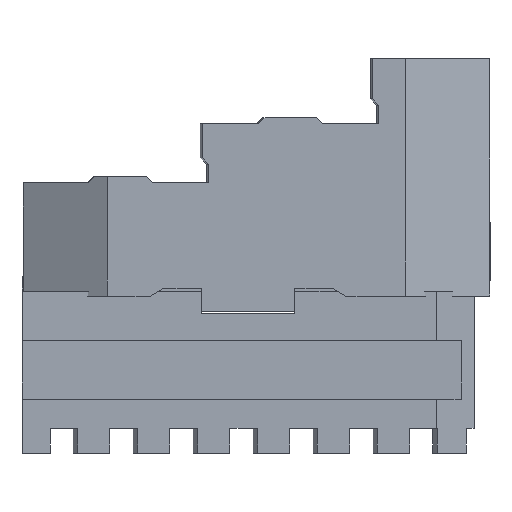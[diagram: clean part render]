
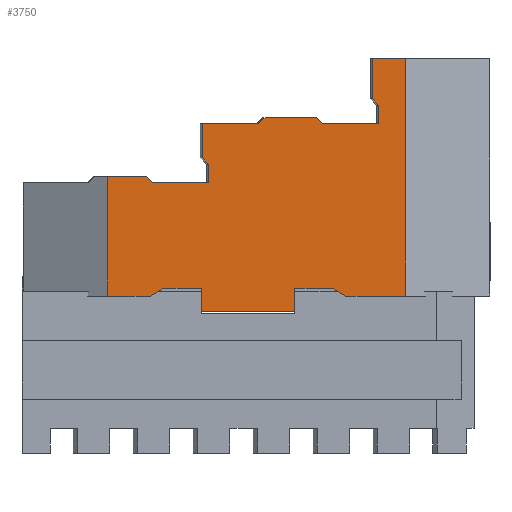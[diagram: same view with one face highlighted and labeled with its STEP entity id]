
A CAD part, front view. The second image highlights one B-rep face of the part: STEP entity #3750.
In plain terms, the highlighted planar face has unit normal (0, -1, 0).
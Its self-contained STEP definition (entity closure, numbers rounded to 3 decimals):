
#3421=CARTESIAN_POINT('',(-45.659,-16.25,-24.));
#3422=VERTEX_POINT('',#3421);
#3430=CARTESIAN_POINT('',(-44.386,-16.25,-25.27));
#3431=VERTEX_POINT('',#3430);
#3432=CARTESIAN_POINT('',(-45.023,-16.25,-24.635));
#3433=DIRECTION('',(0.708,0.,-0.706));
#3434=VECTOR('',#3433,1.);
#3435=LINE('',#3432,#3434);
#3436=EDGE_CURVE('',#3422,#3431,#3435,.T.);
#3503=CARTESIAN_POINT('',(0.368,-16.25,0.0));
#3504=VERTEX_POINT('',#3503);
#3512=CARTESIAN_POINT('',(7.144,-16.25,0.0));
#3513=VERTEX_POINT('',#3512);
#3514=CARTESIAN_POINT('',(7.144,-16.25,0.0));
#3515=DIRECTION('',(-1.0,0.0,0.0));
#3516=VECTOR('',#3515,1.0);
#3517=LINE('',#3514,#3516);
#3518=EDGE_CURVE('',#3513,#3504,#3517,.T.);
#3553=CARTESIAN_POINT('',(10.179,-16.25,-54.075));
#3554=DIRECTION('',(0.,1.0,0.));
#3555=DIRECTION('',(-1.0,0.,0.));
#3556=AXIS2_PLACEMENT_3D('',#3553,#3554,#3555);
#3557=PLANE('',#3556);
#3558=CARTESIAN_POINT('',(0.368,-16.25,-8.19));
#3559=VERTEX_POINT('',#3558);
#3560=CARTESIAN_POINT('',(0.368,-16.25,-8.19));
#3561=DIRECTION('',(0.0,0.0,1.0));
#3562=VECTOR('',#3561,1.0);
#3563=LINE('',#3560,#3562);
#3564=EDGE_CURVE('',#3559,#3504,#3563,.T.);
#3565=ORIENTED_EDGE('',*,*,#3564,.F.);
#3566=CARTESIAN_POINT('',(1.641,-16.25,-9.46));
#3567=VERTEX_POINT('',#3566);
#3568=CARTESIAN_POINT('',(1.004,-16.25,-8.825));
#3569=DIRECTION('',(-0.708,0.,0.706));
#3570=VECTOR('',#3569,1.);
#3571=LINE('',#3568,#3570);
#3572=EDGE_CURVE('',#3567,#3559,#3571,.T.);
#3573=ORIENTED_EDGE('',*,*,#3572,.F.);
#3574=CARTESIAN_POINT('',(1.641,-16.25,-13.27));
#3575=VERTEX_POINT('',#3574);
#3576=CARTESIAN_POINT('',(1.641,-16.25,-13.27));
#3577=DIRECTION('',(0.0,0.0,1.0));
#3578=VECTOR('',#3577,1.0);
#3579=LINE('',#3576,#3578);
#3580=EDGE_CURVE('',#3575,#3567,#3579,.T.);
#3581=ORIENTED_EDGE('',*,*,#3580,.F.);
#3582=CARTESIAN_POINT('',(-9.817,-16.25,-13.27));
#3583=VERTEX_POINT('',#3582);
#3584=CARTESIAN_POINT('',(-9.817,-16.25,-13.27));
#3585=DIRECTION('',(1.0,0.0,0.0));
#3586=VECTOR('',#3585,1.0);
#3587=LINE('',#3584,#3586);
#3588=EDGE_CURVE('',#3583,#3575,#3587,.T.);
#3589=ORIENTED_EDGE('',*,*,#3588,.F.);
#3590=CARTESIAN_POINT('',(-11.09,-16.25,-12.));
#3591=VERTEX_POINT('',#3590);
#3592=CARTESIAN_POINT('',(-10.453,-16.25,-12.635));
#3593=DIRECTION('',(0.708,0.0,-0.706));
#3594=VECTOR('',#3593,1.);
#3595=LINE('',#3592,#3594);
#3596=EDGE_CURVE('',#3591,#3583,#3595,.T.);
#3597=ORIENTED_EDGE('',*,*,#3596,.F.);
#3598=CARTESIAN_POINT('',(-21.482,-16.25,-12.));
#3599=VERTEX_POINT('',#3598);
#3600=CARTESIAN_POINT('',(-21.482,-16.25,-12.));
#3601=DIRECTION('',(1.0,0.0,0.0));
#3602=VECTOR('',#3601,1.0);
#3603=LINE('',#3600,#3602);
#3604=EDGE_CURVE('',#3599,#3591,#3603,.T.);
#3605=ORIENTED_EDGE('',*,*,#3604,.F.);
#3606=CARTESIAN_POINT('',(-22.755,-16.25,-13.27));
#3607=VERTEX_POINT('',#3606);
#3608=CARTESIAN_POINT('',(-22.119,-16.25,-12.635));
#3609=DIRECTION('',(0.708,0.,0.706));
#3610=VECTOR('',#3609,1.);
#3611=LINE('',#3608,#3610);
#3612=EDGE_CURVE('',#3607,#3599,#3611,.T.);
#3613=ORIENTED_EDGE('',*,*,#3612,.F.);
#3614=CARTESIAN_POINT('',(-34.208,-16.25,-13.27));
#3615=VERTEX_POINT('',#3614);
#3616=CARTESIAN_POINT('',(-34.208,-16.25,-13.27));
#3617=DIRECTION('',(1.0,0.0,0.0));
#3618=VECTOR('',#3617,1.0);
#3619=LINE('',#3616,#3618);
#3620=EDGE_CURVE('',#3615,#3607,#3619,.T.);
#3621=ORIENTED_EDGE('',*,*,#3620,.F.);
#3622=CARTESIAN_POINT('',(-34.208,-16.25,-20.19));
#3623=VERTEX_POINT('',#3622);
#3624=CARTESIAN_POINT('',(-34.208,-16.25,-20.19));
#3625=DIRECTION('',(0.0,0.0,1.0));
#3626=VECTOR('',#3625,1.0);
#3627=LINE('',#3624,#3626);
#3628=EDGE_CURVE('',#3623,#3615,#3627,.T.);
#3629=ORIENTED_EDGE('',*,*,#3628,.F.);
#3630=CARTESIAN_POINT('',(-32.935,-16.25,-21.46));
#3631=VERTEX_POINT('',#3630);
#3632=CARTESIAN_POINT('',(-33.572,-16.25,-20.825));
#3633=DIRECTION('',(-0.708,0.,0.706));
#3634=VECTOR('',#3633,1.);
#3635=LINE('',#3632,#3634);
#3636=EDGE_CURVE('',#3631,#3623,#3635,.T.);
#3637=ORIENTED_EDGE('',*,*,#3636,.F.);
#3638=CARTESIAN_POINT('',(-32.935,-16.25,-25.27));
#3639=VERTEX_POINT('',#3638);
#3640=CARTESIAN_POINT('',(-32.935,-16.25,-25.27));
#3641=DIRECTION('',(0.0,0.0,1.0));
#3642=VECTOR('',#3641,1.0);
#3643=LINE('',#3640,#3642);
#3644=EDGE_CURVE('',#3639,#3631,#3643,.T.);
#3645=ORIENTED_EDGE('',*,*,#3644,.F.);
#3646=CARTESIAN_POINT('',(-44.386,-16.25,-25.27));
#3647=DIRECTION('',(1.0,0.0,0.0));
#3648=VECTOR('',#3647,1.0);
#3649=LINE('',#3646,#3648);
#3650=EDGE_CURVE('',#3431,#3639,#3649,.T.);
#3651=ORIENTED_EDGE('',*,*,#3650,.F.);
#3652=ORIENTED_EDGE('',*,*,#3436,.F.);
#3653=CARTESIAN_POINT('',(-53.562,-16.25,-24.));
#3654=VERTEX_POINT('',#3653);
#3655=CARTESIAN_POINT('',(-53.562,-16.25,-24.));
#3656=DIRECTION('',(1.0,0.0,0.0));
#3657=VECTOR('',#3656,1.0);
#3658=LINE('',#3655,#3657);
#3659=EDGE_CURVE('',#3654,#3422,#3658,.T.);
#3660=ORIENTED_EDGE('',*,*,#3659,.F.);
#3661=CARTESIAN_POINT('',(-53.562,-16.25,-48.3));
#3662=VERTEX_POINT('',#3661);
#3663=CARTESIAN_POINT('',(-53.562,-16.25,-48.3));
#3664=DIRECTION('',(0.0,0.0,1.0));
#3665=VECTOR('',#3664,1.0);
#3666=LINE('',#3663,#3665);
#3667=EDGE_CURVE('',#3662,#3654,#3666,.T.);
#3668=ORIENTED_EDGE('',*,*,#3667,.F.);
#3669=CARTESIAN_POINT('',(-44.818,-16.25,-48.3));
#3670=VERTEX_POINT('',#3669);
#3671=CARTESIAN_POINT('',(-53.562,-16.25,-48.3));
#3672=DIRECTION('',(1.0,0.0,0.0));
#3673=VECTOR('',#3672,1.0);
#3674=LINE('',#3671,#3673);
#3675=EDGE_CURVE('',#3662,#3670,#3674,.T.);
#3676=ORIENTED_EDGE('',*,*,#3675,.T.);
#3677=CARTESIAN_POINT('',(-42.069,-16.25,-46.713));
#3678=VERTEX_POINT('',#3677);
#3679=CARTESIAN_POINT('',(-44.818,-16.25,-48.3));
#3680=DIRECTION('',(0.866,0.,0.5));
#3681=VECTOR('',#3680,1.);
#3682=LINE('',#3679,#3681);
#3683=EDGE_CURVE('',#3670,#3678,#3682,.T.);
#3684=ORIENTED_EDGE('',*,*,#3683,.T.);
#3685=CARTESIAN_POINT('',(-34.449,-16.25,-46.713));
#3686=VERTEX_POINT('',#3685);
#3687=CARTESIAN_POINT('',(-42.069,-16.25,-46.713));
#3688=DIRECTION('',(1.0,0.0,0.0));
#3689=VECTOR('',#3688,1.0);
#3690=LINE('',#3687,#3689);
#3691=EDGE_CURVE('',#3678,#3686,#3690,.T.);
#3692=ORIENTED_EDGE('',*,*,#3691,.T.);
#3693=CARTESIAN_POINT('',(-34.449,-16.25,-51.5));
#3694=VERTEX_POINT('',#3693);
#3695=CARTESIAN_POINT('',(-34.449,-16.25,-46.713));
#3696=DIRECTION('',(0.0,0.0,-1.0));
#3697=VECTOR('',#3696,1.0);
#3698=LINE('',#3695,#3697);
#3699=EDGE_CURVE('',#3686,#3694,#3698,.T.);
#3700=ORIENTED_EDGE('',*,*,#3699,.T.);
#3701=CARTESIAN_POINT('',(-15.409,-16.25,-51.5));
#3702=VERTEX_POINT('',#3701);
#3703=CARTESIAN_POINT('',(-34.449,-16.25,-51.5));
#3704=DIRECTION('',(1.0,0.0,0.0));
#3705=VECTOR('',#3704,1.0);
#3706=LINE('',#3703,#3705);
#3707=EDGE_CURVE('',#3694,#3702,#3706,.T.);
#3708=ORIENTED_EDGE('',*,*,#3707,.T.);
#3709=CARTESIAN_POINT('',(-15.409,-16.25,-46.713));
#3710=VERTEX_POINT('',#3709);
#3711=CARTESIAN_POINT('',(-15.409,-16.25,-51.5));
#3712=DIRECTION('',(0.0,0.0,1.0));
#3713=VECTOR('',#3712,1.0);
#3714=LINE('',#3711,#3713);
#3715=EDGE_CURVE('',#3702,#3710,#3714,.T.);
#3716=ORIENTED_EDGE('',*,*,#3715,.T.);
#3717=CARTESIAN_POINT('',(-7.789,-16.25,-46.713));
#3718=VERTEX_POINT('',#3717);
#3719=CARTESIAN_POINT('',(-15.409,-16.25,-46.713));
#3720=DIRECTION('',(1.0,0.0,0.0));
#3721=VECTOR('',#3720,1.0);
#3722=LINE('',#3719,#3721);
#3723=EDGE_CURVE('',#3710,#3718,#3722,.T.);
#3724=ORIENTED_EDGE('',*,*,#3723,.T.);
#3725=CARTESIAN_POINT('',(-5.039,-16.25,-48.3));
#3726=VERTEX_POINT('',#3725);
#3727=CARTESIAN_POINT('',(-7.789,-16.25,-46.713));
#3728=DIRECTION('',(0.866,0.,-0.5));
#3729=VECTOR('',#3728,1.);
#3730=LINE('',#3727,#3729);
#3731=EDGE_CURVE('',#3718,#3726,#3730,.T.);
#3732=ORIENTED_EDGE('',*,*,#3731,.T.);
#3733=CARTESIAN_POINT('',(7.144,-16.25,-48.3));
#3734=VERTEX_POINT('',#3733);
#3735=CARTESIAN_POINT('',(-5.039,-16.25,-48.3));
#3736=DIRECTION('',(1.0,0.0,0.0));
#3737=VECTOR('',#3736,1.0);
#3738=LINE('',#3735,#3737);
#3739=EDGE_CURVE('',#3726,#3734,#3738,.T.);
#3740=ORIENTED_EDGE('',*,*,#3739,.T.);
#3741=CARTESIAN_POINT('',(7.144,-16.25,-48.3));
#3742=DIRECTION('',(0.0,0.0,1.0));
#3743=VECTOR('',#3742,1.0);
#3744=LINE('',#3741,#3743);
#3745=EDGE_CURVE('',#3734,#3513,#3744,.T.);
#3746=ORIENTED_EDGE('',*,*,#3745,.T.);
#3747=ORIENTED_EDGE('',*,*,#3518,.T.);
#3748=EDGE_LOOP('',(#3565,#3573,#3581,#3589,#3597,#3605,#3613,#3621,#3629,#3637,#3645,#3651,#3652,#3660,#3668,#3676,#3684,#3692,#3700,#3708,#3716,#3724,#3732,#3740,#3746,#3747));
#3749=FACE_OUTER_BOUND('',#3748,.T.);
#3750=ADVANCED_FACE('',(#3749),#3557,.F.);
